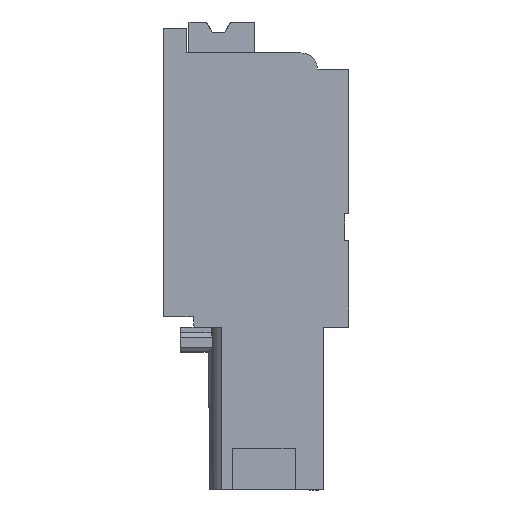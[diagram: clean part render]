
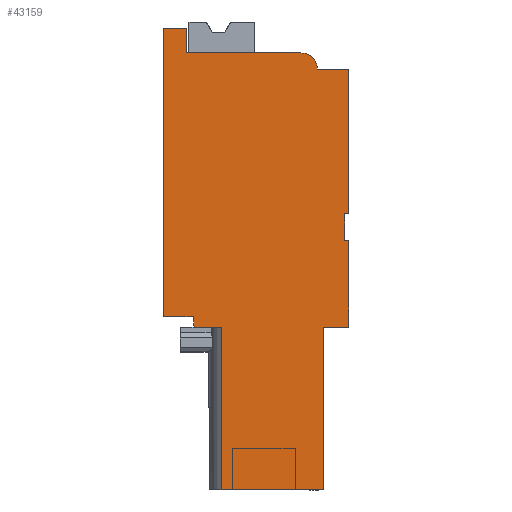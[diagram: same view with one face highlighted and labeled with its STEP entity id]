
A CAD part, left-side view. The second image highlights one B-rep face of the part: STEP entity #43159.
In plain terms, the highlighted planar face has unit normal (-1, 0, 0).
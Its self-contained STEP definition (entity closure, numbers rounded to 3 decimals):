
#8467=AXIS2_PLACEMENT_3D('Circle Axis2P3D',#8465,#8466,$) ;
#43132=AXIS2_PLACEMENT_3D('Plane Axis2P3D',#43129,#43130,#43131) ;
#40=CARTESIAN_POINT('Vertex',(0.,0.,13.4)) ;
#45=CARTESIAN_POINT('Line Origine',(0.,0.1,13.4)) ;
#49=CARTESIAN_POINT('Vertex',(0.,0.2,13.4)) ;
#83=CARTESIAN_POINT('Line Origine',(0.,0.2,12.75)) ;
#87=CARTESIAN_POINT('Vertex',(0.,0.2,12.1)) ;
#107=CARTESIAN_POINT('Line Origine',(0.,0.1,12.1)) ;
#111=CARTESIAN_POINT('Vertex',(0.,0.,12.1)) ;
#138=CARTESIAN_POINT('Line Origine',(0.,0.,10.)) ;
#142=CARTESIAN_POINT('Vertex',(0.,0.,7.9)) ;
#2188=CARTESIAN_POINT('Line Origine',(0.,0.612,7.9)) ;
#2192=CARTESIAN_POINT('Vertex',(0.,1.224,7.9)) ;
#3430=CARTESIAN_POINT('Line Origine',(0.,1.224,3.95)) ;
#3434=CARTESIAN_POINT('Vertex',(0.,1.224,0.)) ;
#6244=CARTESIAN_POINT('Line Origine',(0.,3.706,0.)) ;
#6248=CARTESIAN_POINT('Vertex',(0.,6.187,0.)) ;
#8462=CARTESIAN_POINT('Vertex',(0.,2.325,21.2)) ;
#8465=CARTESIAN_POINT('Axis2P3D Location',(0.,2.325,20.4)) ;
#8469=CARTESIAN_POINT('Vertex',(0.,1.525,20.4)) ;
#8700=CARTESIAN_POINT('Line Origine',(0.,5.087,21.2)) ;
#8704=CARTESIAN_POINT('Vertex',(0.,7.85,21.2)) ;
#11018=CARTESIAN_POINT('Line Origine',(0.,7.85,21.8)) ;
#11022=CARTESIAN_POINT('Vertex',(0.,7.85,22.4)) ;
#11049=CARTESIAN_POINT('Line Origine',(0.,8.425,22.4)) ;
#11053=CARTESIAN_POINT('Vertex',(0.,9.,22.4)) ;
#11080=CARTESIAN_POINT('Line Origine',(0.,9.,15.4)) ;
#11084=CARTESIAN_POINT('Vertex',(0.,9.,8.4)) ;
#11859=CARTESIAN_POINT('Line Origine',(0.,8.272,8.4)) ;
#11863=CARTESIAN_POINT('Vertex',(0.,7.545,8.4)) ;
#12330=CARTESIAN_POINT('Vertex',(0.,7.501,7.9)) ;
#12333=CARTESIAN_POINT('Line Origine',(0.,7.523,8.15)) ;
#12449=CARTESIAN_POINT('Vertex',(0.,6.187,7.9)) ;
#12452=CARTESIAN_POINT('Line Origine',(0.,6.844,7.9)) ;
#36237=CARTESIAN_POINT('Line Origine',(0.,0.762,20.4)) ;
#36241=CARTESIAN_POINT('Vertex',(0.,0.,20.4)) ;
#40915=CARTESIAN_POINT('Line Origine',(0.,6.187,3.95)) ;
#43129=CARTESIAN_POINT('Axis2P3D Location',(0.,0.,0.)) ;
#43134=CARTESIAN_POINT('Line Origine',(0.,0.,16.9)) ;
#46=DIRECTION('Vector Direction',(0.,1.,0.)) ;
#84=DIRECTION('Vector Direction',(0.,0.,1.)) ;
#108=DIRECTION('Vector Direction',(0.,-1.,0.)) ;
#139=DIRECTION('Vector Direction',(0.,0.,1.)) ;
#2189=DIRECTION('Vector Direction',(0.,1.,0.)) ;
#3431=DIRECTION('Vector Direction',(0.,0.,1.)) ;
#6245=DIRECTION('Vector Direction',(0.,-1.,0.)) ;
#8466=DIRECTION('Axis2P3D Direction',(-1.,-0.,0.)) ;
#8701=DIRECTION('Vector Direction',(0.,-1.,0.)) ;
#11019=DIRECTION('Vector Direction',(0.,0.,-1.)) ;
#11050=DIRECTION('Vector Direction',(0.,-1.,0.)) ;
#11081=DIRECTION('Vector Direction',(0.,0.,1.)) ;
#11860=DIRECTION('Vector Direction',(0.,-1.,0.)) ;
#12334=DIRECTION('Vector Direction',(0.,0.087,0.996)) ;
#12453=DIRECTION('Vector Direction',(0.,1.,0.)) ;
#36238=DIRECTION('Vector Direction',(0.,-1.,0.)) ;
#40916=DIRECTION('Vector Direction',(0.,0.,1.)) ;
#43130=DIRECTION('Axis2P3D Direction',(-1.,0.,0.)) ;
#43131=DIRECTION('Axis2P3D XDirection',(0.,0.,1.)) ;
#43135=DIRECTION('Vector Direction',(0.,0.,1.)) ;
#47=VECTOR('Line Direction',#46,1.) ;
#85=VECTOR('Line Direction',#84,1.) ;
#109=VECTOR('Line Direction',#108,1.) ;
#140=VECTOR('Line Direction',#139,1.) ;
#2190=VECTOR('Line Direction',#2189,1.) ;
#3432=VECTOR('Line Direction',#3431,1.) ;
#6246=VECTOR('Line Direction',#6245,1.) ;
#8702=VECTOR('Line Direction',#8701,1.) ;
#11020=VECTOR('Line Direction',#11019,1.) ;
#11051=VECTOR('Line Direction',#11050,1.) ;
#11082=VECTOR('Line Direction',#11081,1.) ;
#11861=VECTOR('Line Direction',#11860,1.) ;
#12335=VECTOR('Line Direction',#12334,1.) ;
#12454=VECTOR('Line Direction',#12453,1.) ;
#36239=VECTOR('Line Direction',#36238,1.) ;
#40917=VECTOR('Line Direction',#40916,1.) ;
#43136=VECTOR('Line Direction',#43135,1.) ;
#43140=ORIENTED_EDGE('',*,*,#43138,.T.) ;
#43141=ORIENTED_EDGE('',*,*,#36243,.T.) ;
#43142=ORIENTED_EDGE('',*,*,#8471,.T.) ;
#43143=ORIENTED_EDGE('',*,*,#8706,.T.) ;
#43144=ORIENTED_EDGE('',*,*,#11024,.T.) ;
#43145=ORIENTED_EDGE('',*,*,#11055,.T.) ;
#43146=ORIENTED_EDGE('',*,*,#11086,.T.) ;
#43147=ORIENTED_EDGE('',*,*,#11865,.T.) ;
#43148=ORIENTED_EDGE('',*,*,#12337,.T.) ;
#43149=ORIENTED_EDGE('',*,*,#12456,.T.) ;
#43150=ORIENTED_EDGE('',*,*,#40919,.F.) ;
#43151=ORIENTED_EDGE('',*,*,#6250,.T.) ;
#43152=ORIENTED_EDGE('',*,*,#3436,.T.) ;
#43153=ORIENTED_EDGE('',*,*,#2194,.T.) ;
#43154=ORIENTED_EDGE('',*,*,#144,.T.) ;
#43155=ORIENTED_EDGE('',*,*,#113,.T.) ;
#43156=ORIENTED_EDGE('',*,*,#89,.T.) ;
#43157=ORIENTED_EDGE('',*,*,#51,.T.) ;
#43159=ADVANCED_FACE('HOUSING',(#43158),#43133,.T.) ;
#8468=CIRCLE('generated circle',#8467,0.8) ;
#51=EDGE_CURVE('',#50,#41,#48,.F.) ;
#89=EDGE_CURVE('',#88,#50,#86,.T.) ;
#113=EDGE_CURVE('',#112,#88,#110,.F.) ;
#144=EDGE_CURVE('',#143,#112,#141,.T.) ;
#2194=EDGE_CURVE('',#2193,#143,#2191,.F.) ;
#3436=EDGE_CURVE('',#3435,#2193,#3433,.T.) ;
#6250=EDGE_CURVE('',#6249,#3435,#6247,.T.) ;
#8471=EDGE_CURVE('',#8470,#8463,#8468,.T.) ;
#8706=EDGE_CURVE('',#8463,#8705,#8703,.F.) ;
#11024=EDGE_CURVE('',#8705,#11023,#11021,.F.) ;
#11055=EDGE_CURVE('',#11023,#11054,#11052,.F.) ;
#11086=EDGE_CURVE('',#11054,#11085,#11083,.F.) ;
#11865=EDGE_CURVE('',#11085,#11864,#11862,.T.) ;
#12337=EDGE_CURVE('',#11864,#12331,#12336,.F.) ;
#12456=EDGE_CURVE('',#12331,#12450,#12455,.F.) ;
#36243=EDGE_CURVE('',#36242,#8470,#36240,.F.) ;
#40919=EDGE_CURVE('',#6249,#12450,#40918,.T.) ;
#43138=EDGE_CURVE('',#41,#36242,#43137,.T.) ;
#43139=EDGE_LOOP('',(#43140,#43141,#43142,#43143,#43144,#43145,#43146,#43147,#43148,#43149,#43150,#43151,#43152,#43153,#43154,#43155,#43156,#43157)) ;
#43158=FACE_OUTER_BOUND('',#43139,.T.) ;
#48=LINE('Line',#45,#47) ;
#86=LINE('Line',#83,#85) ;
#110=LINE('Line',#107,#109) ;
#141=LINE('Line',#138,#140) ;
#2191=LINE('Line',#2188,#2190) ;
#3433=LINE('Line',#3430,#3432) ;
#6247=LINE('Line',#6244,#6246) ;
#8703=LINE('Line',#8700,#8702) ;
#11021=LINE('Line',#11018,#11020) ;
#11052=LINE('Line',#11049,#11051) ;
#11083=LINE('Line',#11080,#11082) ;
#11862=LINE('Line',#11859,#11861) ;
#12336=LINE('Line',#12333,#12335) ;
#12455=LINE('Line',#12452,#12454) ;
#36240=LINE('Line',#36237,#36239) ;
#40918=LINE('Line',#40915,#40917) ;
#43137=LINE('Line',#43134,#43136) ;
#43133=PLANE('',#43132) ;
#41=VERTEX_POINT('',#40) ;
#50=VERTEX_POINT('',#49) ;
#88=VERTEX_POINT('',#87) ;
#112=VERTEX_POINT('',#111) ;
#143=VERTEX_POINT('',#142) ;
#2193=VERTEX_POINT('',#2192) ;
#3435=VERTEX_POINT('',#3434) ;
#6249=VERTEX_POINT('',#6248) ;
#8463=VERTEX_POINT('',#8462) ;
#8470=VERTEX_POINT('',#8469) ;
#8705=VERTEX_POINT('',#8704) ;
#11023=VERTEX_POINT('',#11022) ;
#11054=VERTEX_POINT('',#11053) ;
#11085=VERTEX_POINT('',#11084) ;
#11864=VERTEX_POINT('',#11863) ;
#12331=VERTEX_POINT('',#12330) ;
#12450=VERTEX_POINT('',#12449) ;
#36242=VERTEX_POINT('',#36241) ;
